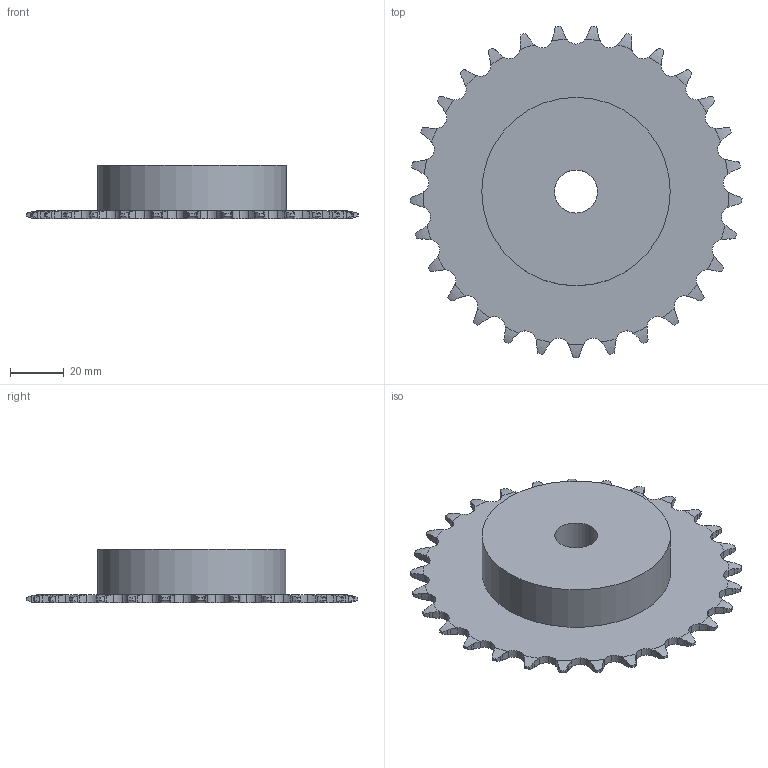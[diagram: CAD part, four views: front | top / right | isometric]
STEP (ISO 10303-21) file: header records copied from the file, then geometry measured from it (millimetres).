
FILE_DESCRIPTION(('FreeCAD Model'),'2;1');
FILE_NAME('Open CASCADE Shape Model','2021-04-18T15:55:53',('FreeCAD'),( 'FreeCAD'),'Open CASCADE STEP processor 7.4','FreeCAD','Unknown');
FILE_SCHEMA(('AUTOMOTIVE_DESIGN { 1 0 10303 214 1 1 1 1 }'));
Length unit declared in the file: millimetre
Products named in the file (1): Open CASCADE STEP translator 7.4 22
Bounding box: 123.3 x 123.13 x 20 mm (x, y, z)
Volume: 92284.9 mm3; surface area: 26605.3 mm2
Topology: 1 solids, 1 shells, 325 faces, 964 edges, 643 vertices
Faces by surface type: cylinder 205, plane 62, torus 58
Full cylindrical faces by diameter (mm): 16 x1, 70 x1
Entity records: 28910 total; most frequent: CARTESIAN_POINT 12075, DIRECTION 2562, ORIENTED_EDGE 1928, PCURVE 1928, DEFINITIONAL_REPRESENTATION 1928, LINE 1311, VECTOR 1311, B_SPLINE_CURVE_WITH_KNOTS 1044
